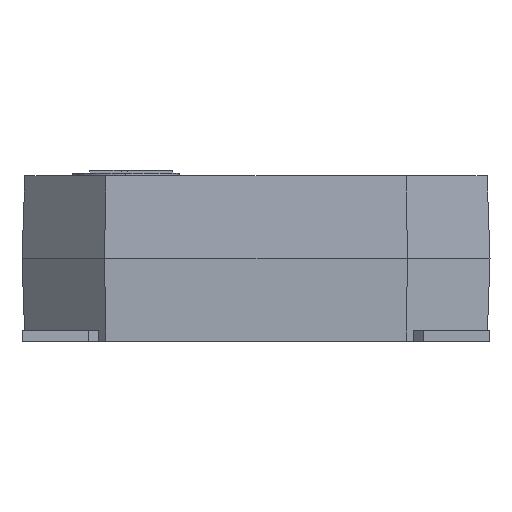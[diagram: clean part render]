
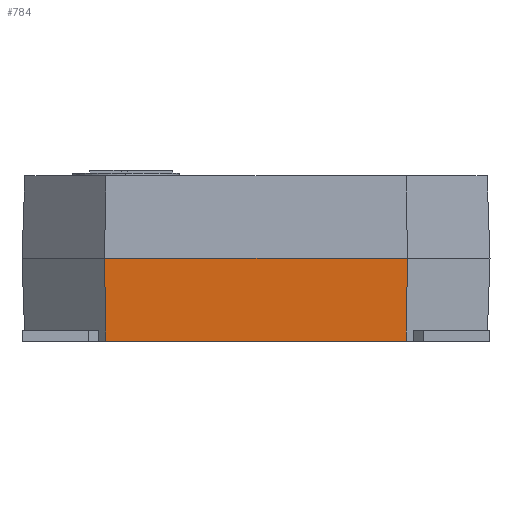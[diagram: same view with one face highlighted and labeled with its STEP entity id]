
A CAD part, left-side view. The second image highlights one B-rep face of the part: STEP entity #784.
In plain terms, the highlighted planar face has unit normal (-0.999, 0, -0.035).
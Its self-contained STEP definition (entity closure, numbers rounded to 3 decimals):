
#107 = AXIS2_PLACEMENT_3D ( 'NONE', #7873, #1451, #13185 ) ;
#595 = VERTEX_POINT ( 'NONE', #1007 ) ;
#624 = CARTESIAN_POINT ( 'NONE',  ( -4.25, -2.75, 0. ) ) ;
#784 = ADVANCED_FACE ( 'NONE', ( #6464 ), #9691, .T. ) ;
#964 = CARTESIAN_POINT ( 'NONE',  ( -4.198, 2.728, -1.5 ) ) ;
#1007 = CARTESIAN_POINT ( 'NONE',  ( -4.25, 2.75, 0. ) ) ;
#1221 = CARTESIAN_POINT ( 'NONE',  ( -4.198, -2.75, -1.5 ) ) ;
#1319 = EDGE_CURVE ( 'NONE', #595, #1377, #6623, .T. ) ;
#1377 = VERTEX_POINT ( 'NONE', #4047 ) ;
#1451 = DIRECTION ( 'NONE',  ( -0.999, 0., -0.035 ) ) ;
#2075 = VERTEX_POINT ( 'NONE', #4596 ) ;
#2681 = VECTOR ( 'NONE', #13082, 1000. ) ;
#3375 = EDGE_CURVE ( 'NONE', #2075, #1377, #9072, .T. ) ;
#3763 = EDGE_CURVE ( 'NONE', #12158, #2075, #4657, .T. ) ;
#4047 = CARTESIAN_POINT ( 'NONE',  ( -4.25, -2.75, 0. ) ) ;
#4451 = DIRECTION ( 'NONE',  ( 0., -1., 0. ) ) ;
#4596 = CARTESIAN_POINT ( 'NONE',  ( -4.198, -2.728, -1.5 ) ) ;
#4657 = LINE ( 'NONE', #1221, #12961 ) ;
#5404 = ORIENTED_EDGE ( 'NONE', *, *, #3375, .T. ) ;
#5789 = ORIENTED_EDGE ( 'NONE', *, *, #3763, .T. ) ;
#6464 = FACE_OUTER_BOUND ( 'NONE', #12061, .T. ) ;
#6623 = LINE ( 'NONE', #11922, #13268 ) ;
#6998 = VECTOR ( 'NONE', #11617, 1000. ) ;
#7873 = CARTESIAN_POINT ( 'NONE',  ( -4.25, -2.75, 0. ) ) ;
#8233 = LINE ( 'NONE', #11157, #6998 ) ;
#8503 = EDGE_CURVE ( 'NONE', #12158, #595, #8233, .T. ) ;
#9072 = LINE ( 'NONE', #624, #2681 ) ;
#9691 = PLANE ( 'NONE',  #107 ) ;
#10108 = DIRECTION ( 'NONE',  ( 0., -1., 0. ) ) ;
#11157 = CARTESIAN_POINT ( 'NONE',  ( -4.25, 2.75, 0. ) ) ;
#11617 = DIRECTION ( 'NONE',  ( -0.035, 0.014, 0.999 ) ) ;
#11922 = CARTESIAN_POINT ( 'NONE',  ( -4.25, -2.75, 0. ) ) ;
#12061 = EDGE_LOOP ( 'NONE', ( #12163, #13128, #5789, #5404 ) ) ;
#12158 = VERTEX_POINT ( 'NONE', #964 ) ;
#12163 = ORIENTED_EDGE ( 'NONE', *, *, #1319, .F. ) ;
#12961 = VECTOR ( 'NONE', #4451, 1000. ) ;
#13082 = DIRECTION ( 'NONE',  ( -0.035, -0.014, 0.999 ) ) ;
#13128 = ORIENTED_EDGE ( 'NONE', *, *, #8503, .F. ) ;
#13185 = DIRECTION ( 'NONE',  ( -0.035, 0., 0.999 ) ) ;
#13268 = VECTOR ( 'NONE', #10108, 1000. ) ;
